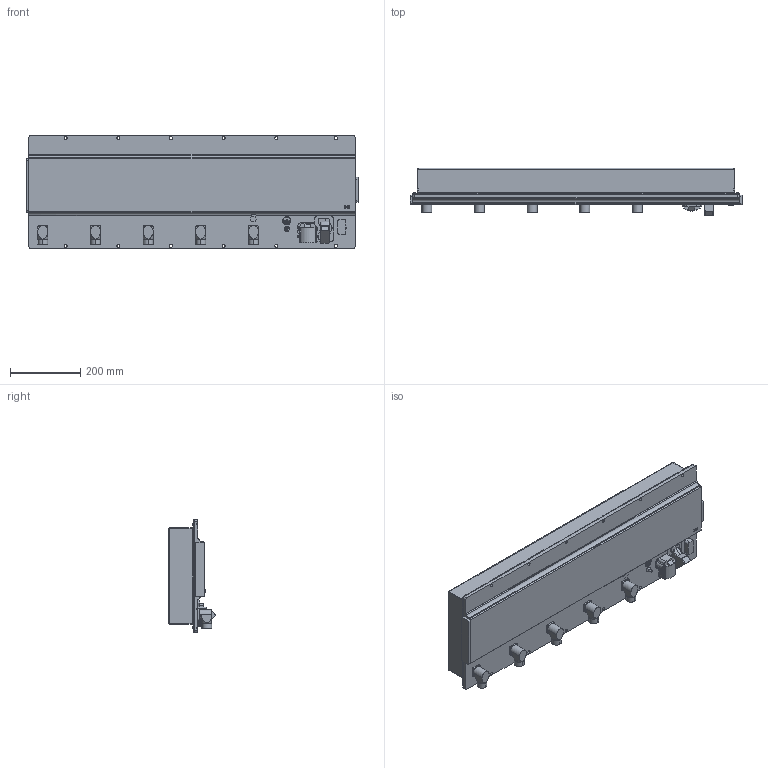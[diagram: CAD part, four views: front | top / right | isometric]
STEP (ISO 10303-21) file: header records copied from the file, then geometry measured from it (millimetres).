
FILE_DESCRIPTION (( 'STEP AP214' ), '1' );
FILE_NAME ('00T6A0E-0019.STEP', '2022-10-20T12:24:56', ( '' ), ( '' ), 'SwSTEP 2.0', 'SolidWorks 2022', '' );
FILE_SCHEMA (( 'AUTOMOTIVE_DESIGN' ));
Length unit declared in the file: millimetre
Products named in the file (11): 10054769_000_Standard<Wie bearbeitet>; Kundenmodell^10043652_000; 10007449_000_M 4 x 8; 10043672_000; 00T6A0E-0019; Kundenmodell^10044497_000; 10044169_000; 10044497_000; 10014325_000; 10043652_000; Kundenmodell^10043672_000
Assembly tree (61 placements, depth 3):
  00T6A0E-0019
    10044497_000
      Kundenmodell^10044497_000
    10043652_000
      Kundenmodell^10043652_000
    10044169_000
      10054769_000_Standard<Wie bearbeitet>
      10007449_000_M 4 x 8  x48
    10043672_000  x5
      Kundenmodell^10043672_000
    10014325_000
Bounding box: 946 x 135.22 x 320 mm (x, y, z)
Volume: 8077733.9 mm3; surface area: 1679490.3 mm2
Topology: 64 solids, 68 shells, 2223 faces, 4986 edges, 3014 vertices
Faces by surface type: plane 1121, cylinder 527, cone 273, torus 224, bspline 78
Entity records: 30080 total; most frequent: CARTESIAN_POINT 9469, ORIENTED_EDGE 4204, DIRECTION 4022, EDGE_CURVE 2102, AXIS2_PLACEMENT_3D 1433, VERTEX_POINT 1359, LINE 1156, VECTOR 1156
